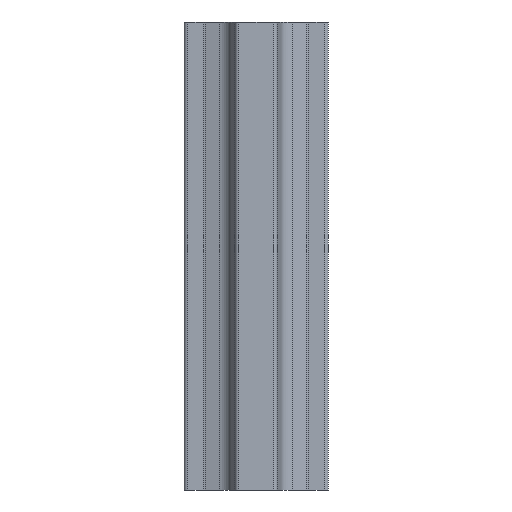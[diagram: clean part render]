
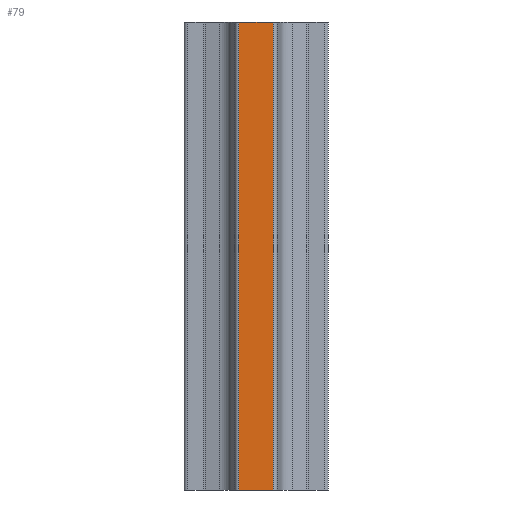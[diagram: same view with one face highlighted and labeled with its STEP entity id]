
A CAD part, left-side view. The second image highlights one B-rep face of the part: STEP entity #79.
In plain terms, the highlighted planar face has unit normal (-1, 0, 0).
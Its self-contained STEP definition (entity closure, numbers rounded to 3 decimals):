
#79=ADVANCED_FACE('',(#190),#191,.T.);
#190=FACE_OUTER_BOUND('',#332,.T.);
#191=PLANE('',#333);
#332=EDGE_LOOP('',(#493,#494,#495,#496));
#333=AXIS2_PLACEMENT_3D('',#497,#498,#499);
#493=ORIENTED_EDGE('',*,*,#903,.T.);
#494=ORIENTED_EDGE('',*,*,#904,.F.);
#495=ORIENTED_EDGE('',*,*,#905,.T.);
#496=ORIENTED_EDGE('',*,*,#900,.T.);
#497=CARTESIAN_POINT('',(-40.0,0.,0.0));
#498=DIRECTION('',(-1.0,0.0,0.0));
#499=DIRECTION('',(0.0,-1.0,0.0));
#900=EDGE_CURVE('',#1082,#1080,#1083,.T.);
#903=EDGE_CURVE('',#1080,#1086,#1087,.T.);
#904=EDGE_CURVE('',#1088,#1086,#1089,.T.);
#905=EDGE_CURVE('',#1088,#1082,#1090,.T.);
#1080=VERTEX_POINT('',#1342);
#1082=VERTEX_POINT('',#1344);
#1083=LINE('',#1345,#1346);
#1086=VERTEX_POINT('',#1349);
#1087=LINE('',#1350,#1351);
#1088=VERTEX_POINT('',#1352);
#1089=LINE('',#1353,#1354);
#1090=LINE('',#1355,#1356);
#1342=CARTESIAN_POINT('',(-40.0,-9.7,260.0));
#1344=CARTESIAN_POINT('',(-40.0,-9.7,0.0));
#1345=CARTESIAN_POINT('',(-40.0,-9.7,0.0));
#1346=VECTOR('',#1672,1.0);
#1349=CARTESIAN_POINT('',(-40.0,9.7,260.0));
#1350=CARTESIAN_POINT('',(-40.0,9.7,260.0));
#1351=VECTOR('',#1676,1.0);
#1352=CARTESIAN_POINT('',(-40.0,9.7,0.0));
#1353=CARTESIAN_POINT('',(-40.0,9.7,0.0));
#1354=VECTOR('',#1677,1.0);
#1355=CARTESIAN_POINT('',(-40.0,9.7,0.0));
#1356=VECTOR('',#1678,1.0);
#1672=DIRECTION('',(0.0,0.0,1.0));
#1676=DIRECTION('',(0.0,1.0,0.0));
#1677=DIRECTION('',(0.0,0.0,1.0));
#1678=DIRECTION('',(0.0,-1.0,0.0));
